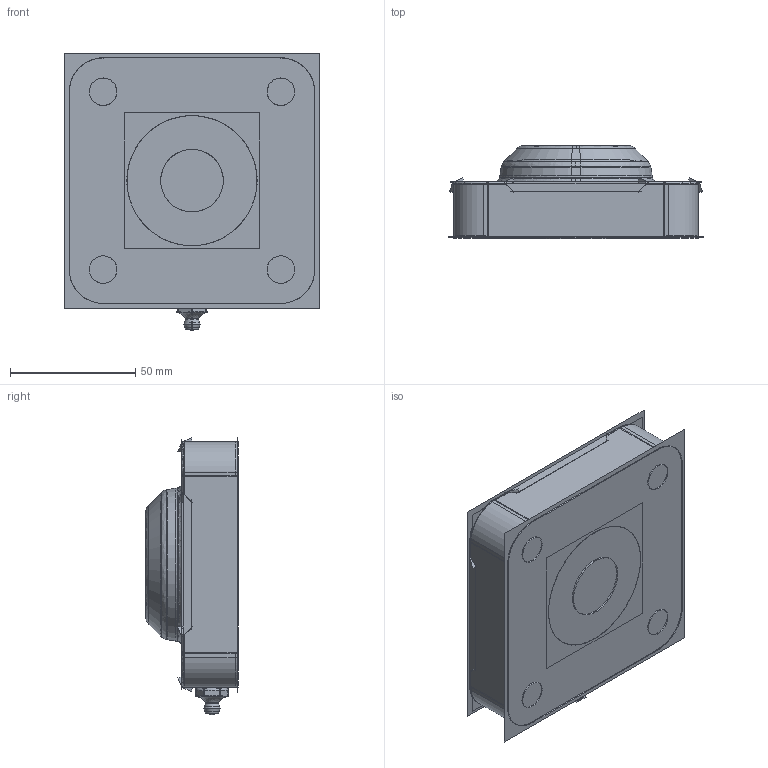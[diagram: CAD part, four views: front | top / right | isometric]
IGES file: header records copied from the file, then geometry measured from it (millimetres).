
Start section:  PTC IGES file: f1205-close_asm.igs
Global section: file name: f1205-close_asm.igs; native system: Pro/ENGINEER by Parametric Technology Corporation; preprocessor: 2005310; author: RCRU23; organization: Unknown; date: 061002.162837; units: millimetre
Bounding box: 101.92 x 37.25 x 110.96 mm (x, y, z)
Surface area: 126365.4 mm2 (no closed solid volume)
Topology: 0 solids, 0 shells, 234 faces, 3100 edges, 4092 vertices
Faces by surface type: revolution 180, bspline 54
